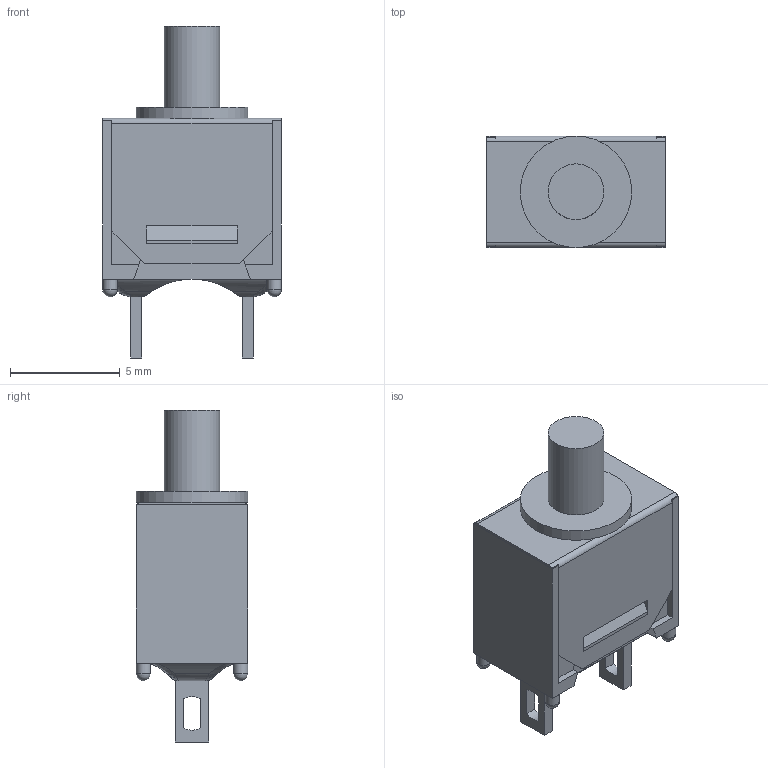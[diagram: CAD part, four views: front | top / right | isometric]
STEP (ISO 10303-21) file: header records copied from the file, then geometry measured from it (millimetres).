
FILE_DESCRIPTION((' '),'2;1');
FILE_NAME('800SP9B10M1xE.stp','2017-08-01T14:55:02',(' '),(' '),' ','ACIS',' ');
FILE_SCHEMA(('CONFIG_CONTROL_DESIGN'));
Length unit declared in the file: inch
Products named in the file (6): 800SP9B10M1xE.stp; Body1; Body2; Body3; Body4; Body5
Assembly tree (5 placements, depth 2):
  800SP9B10M1xE.stp
    Body1
    Body2
    Body3
    Body4
    Body5
Bounding box: 8.13 x 5.08 x 15.13 mm (x, y, z)
Volume: 212.1 mm3; surface area: 875.2 mm2
Topology: 6 solids, 6 shells, 135 faces, 345 edges, 218 vertices
Faces by surface type: plane 90, cylinder 29, bspline 12, sphere 4
Full cylindrical faces by diameter (mm): 0.65 x4, 2.54 x2, 5.08 x1
Entity records: 5105 total; most frequent: CARTESIAN_POINT 1166, ORIENTED_EDGE 656, DIRECTION 606, EDGE_CURVE 328, VECTOR 238, LINE 238, VERTEX_POINT 212, AXIS2_PLACEMENT_3D 184
